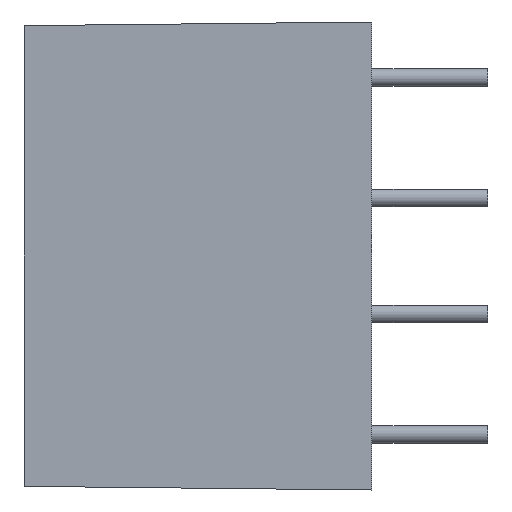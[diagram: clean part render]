
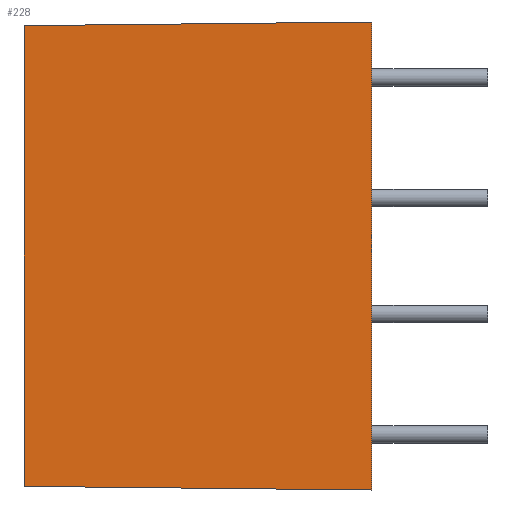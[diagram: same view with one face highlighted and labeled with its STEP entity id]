
A CAD part, left-side view. The second image highlights one B-rep face of the part: STEP entity #228.
In plain terms, the highlighted planar face has unit normal (-1, 0.011, 0).
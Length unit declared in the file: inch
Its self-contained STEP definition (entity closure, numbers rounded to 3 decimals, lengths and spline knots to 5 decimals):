
#7 = PLANE ( 'NONE',  #132 ) ;
#16 = LINE ( 'NONE', #543, #616 ) ;
#60 = ORIENTED_EDGE ( 'NONE', *, *, #510, .T. ) ;
#76 = DIRECTION ( 'NONE',  ( 0., 0., 1. ) ) ;
#88 = LINE ( 'NONE', #447, #92 ) ;
#91 = CARTESIAN_POINT ( 'NONE',  ( -0.66929, 0., -0.39764 ) ) ;
#92 = VECTOR ( 'NONE', #528, 39.37008 ) ;
#103 = VECTOR ( 'NONE', #76, 39.37008 ) ;
#105 = VERTEX_POINT ( 'NONE', #182 ) ;
#132 = AXIS2_PLACEMENT_3D ( 'NONE', #91, #256, #593 ) ;
#147 = VECTOR ( 'NONE', #298, 39.37008 ) ;
#168 = EDGE_CURVE ( 'NONE', #474, #105, #88, .T. ) ;
#171 = CARTESIAN_POINT ( 'NONE',  ( -0.66929, 0., 0.39764 ) ) ;
#173 = ORIENTED_EDGE ( 'NONE', *, *, #417, .F. ) ;
#178 = CARTESIAN_POINT ( 'NONE',  ( -0.66929, 0., -0.39764 ) ) ;
#182 = CARTESIAN_POINT ( 'NONE',  ( -0.66311, 0.59055, 0.39145 ) ) ;
#185 = ORIENTED_EDGE ( 'NONE', *, *, #282, .T. ) ;
#228 = ADVANCED_FACE ( 'NONE', ( #367 ), #7, .T. ) ;
#230 = LINE ( 'NONE', #178, #103 ) ;
#234 = CARTESIAN_POINT ( 'NONE',  ( -0.66929, 0., -0.39764 ) ) ;
#256 = DIRECTION ( 'NONE',  ( -1., 0.01, 0. ) ) ;
#282 = EDGE_CURVE ( 'NONE', #376, #317, #230, .T. ) ;
#298 = DIRECTION ( 'NONE',  ( -0.01, -1., -0.01 ) ) ;
#317 = VERTEX_POINT ( 'NONE', #171 ) ;
#333 = DIRECTION ( 'NONE',  ( -0.01, -1., 0.01 ) ) ;
#358 = CARTESIAN_POINT ( 'NONE',  ( -0.66929, 0., -0.39764 ) ) ;
#367 = FACE_OUTER_BOUND ( 'NONE', #482, .T. ) ;
#376 = VERTEX_POINT ( 'NONE', #234 ) ;
#417 = EDGE_CURVE ( 'NONE', #105, #317, #16, .T. ) ;
#447 = CARTESIAN_POINT ( 'NONE',  ( -0.66311, 0.59055, -0.39764 ) ) ;
#474 = VERTEX_POINT ( 'NONE', #571 ) ;
#482 = EDGE_LOOP ( 'NONE', ( #185, #173, #573, #60 ) ) ;
#510 = EDGE_CURVE ( 'NONE', #474, #376, #575, .T. ) ;
#528 = DIRECTION ( 'NONE',  ( 0., 0., 1. ) ) ;
#543 = CARTESIAN_POINT ( 'NONE',  ( -0.66929, 0., 0.39764 ) ) ;
#571 = CARTESIAN_POINT ( 'NONE',  ( -0.66311, 0.59055, -0.39145 ) ) ;
#573 = ORIENTED_EDGE ( 'NONE', *, *, #168, .F. ) ;
#575 = LINE ( 'NONE', #358, #147 ) ;
#593 = DIRECTION ( 'NONE',  ( -0.01, -1., 0. ) ) ;
#616 = VECTOR ( 'NONE', #333, 39.37008 ) ;
